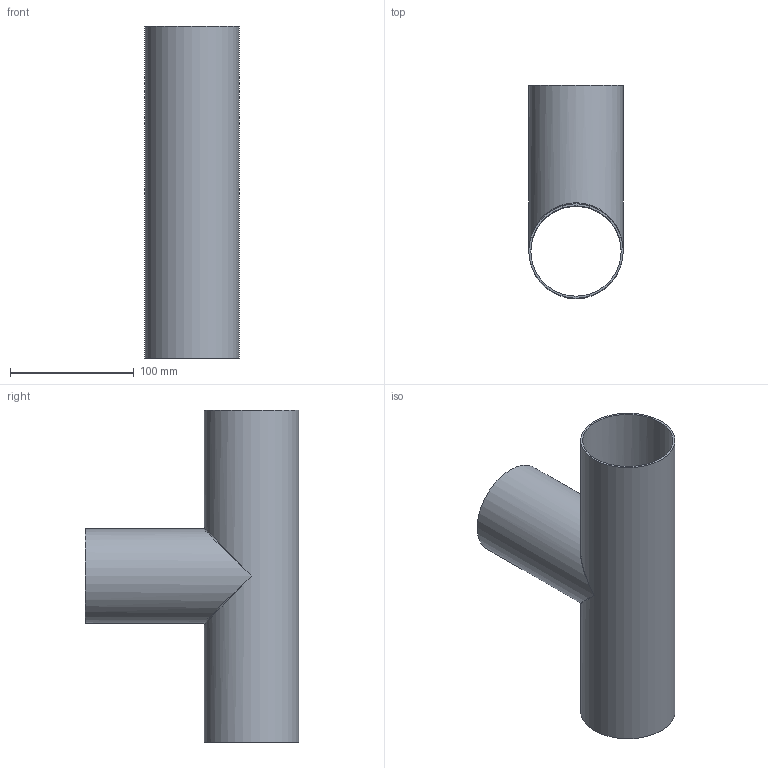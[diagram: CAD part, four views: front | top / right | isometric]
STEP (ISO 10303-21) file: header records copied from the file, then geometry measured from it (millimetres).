
FILE_DESCRIPTION((''),'2;1');
FILE_NAME('T-stuk lang - 3.0inch.stp','2017-03-06T11:48:21',('Engineer'),(''),'Autodesk Inventor 2011','Autodesk Inventor 2011','');
FILE_SCHEMA(('AUTOMOTIVE_DESIGN { 1 0 10303 214 1 1 1 1 }'));
Length unit declared in the file: millimetre
Products named in the file (1): T-stuk lang iPart
Bounding box: 76.2 x 172.1 x 268 mm (x, y, z)
Volume: 137023.9 mm3; surface area: 167178.4 mm2
Topology: 1 solids, 1 shells, 9 faces, 22 edges, 10 vertices
Faces by surface type: cylinder 4, plane 3, bspline 2
Full cylindrical faces by diameter (mm): 72.9 x2, 76.2 x2
Entity records: 332 total; most frequent: CARTESIAN_POINT 130, DIRECTION 40, ORIENTED_EDGE 24, AXIS2_PLACEMENT_3D 20, EDGE_LOOP 18, EDGE_CURVE 12, VERTEX_POINT 10, FACE_OUTER_BOUND 9
